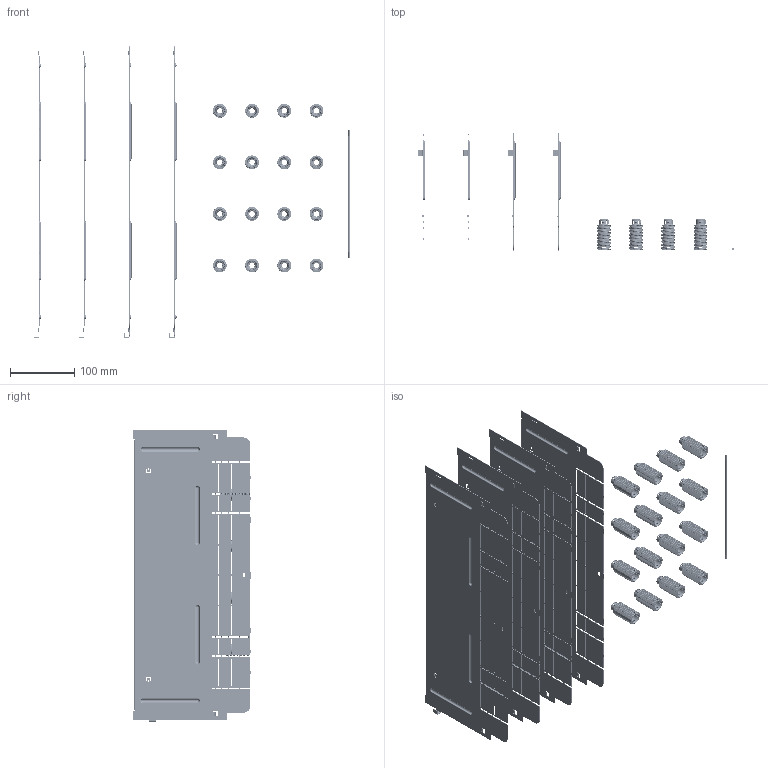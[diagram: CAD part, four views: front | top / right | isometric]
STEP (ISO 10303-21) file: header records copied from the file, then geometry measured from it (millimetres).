
FILE_DESCRIPTION (( 'STEP AP214' ), '1' );
FILE_NAME ('7410140.STEP', '2022-11-23T09:54:14', ( '' ), ( '' ), 'SwSTEP 2.0', 'SolidWorks 2020', '' );
FILE_SCHEMA (( 'AUTOMOTIVE_DESIGN' ));
Length unit declared in the file: millimetre
Products named in the file (4): 210552_Standard.STEP; 7410140; 002125_Standard; 216732_350.STEP
Assembly tree (21 placements, depth 2):
  7410140
    216732_350.STEP  x4
    210552_Standard.STEP  x16
    002125_Standard
Bounding box: 490.69 x 182.5 x 452.94 mm (x, y, z)
Volume: 369250.4 mm3; surface area: 788668.2 mm2
Topology: 21 solids, 21 shells, 6432 faces, 18180 edges, 11480 vertices
Faces by surface type: plane 2584, bspline 1768, cylinder 1408, torus 336, cone 224, sphere 112
Entity records: 98180 total; most frequent: CARTESIAN_POINT 76046, ORIENTED_EDGE 4900, DIRECTION 3870, EDGE_CURVE 2450, LINE 1628, VECTOR 1628, VERTEX_POINT 1576, AXIS2_PLACEMENT_3D 1121
